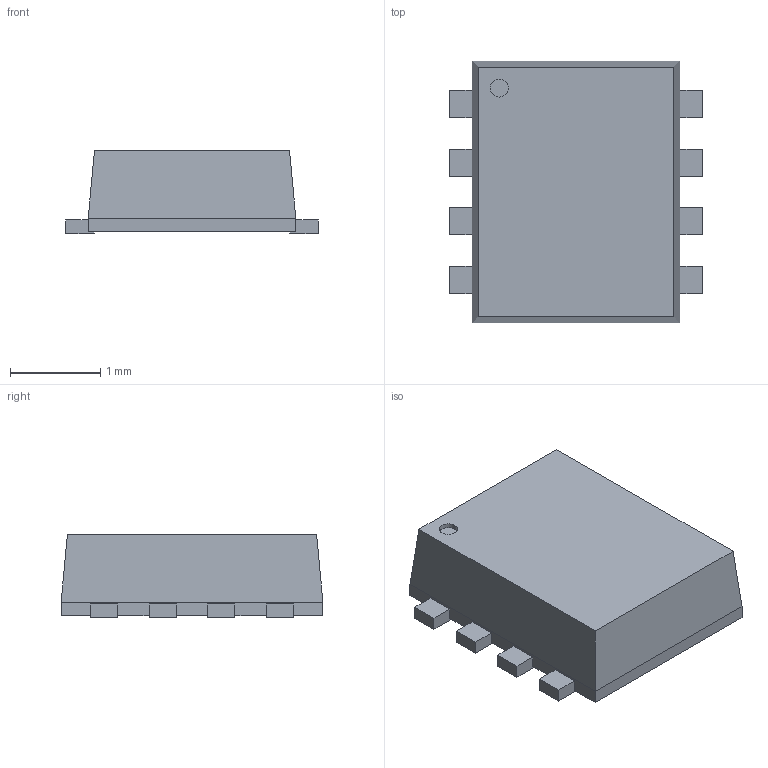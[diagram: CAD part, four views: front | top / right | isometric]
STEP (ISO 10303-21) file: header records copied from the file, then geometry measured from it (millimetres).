
FILE_DESCRIPTION(('FreeCAD Model'),'2;1');
FILE_NAME( 'OnSemi_ECH8.step', '2018-12-24T16:09:55',('kicad StepUp'),('ksu MCAD'), 'Open CASCADE STEP processor 6.9','FreeCAD','Unknown');
FILE_SCHEMA(('AUTOMOTIVE_DESIGN { 1 0 10303 214 1 1 1 1 }'));
Length unit declared in the file: millimetre
Products named in the file (1): OnSemi_ECH8
Bounding box: 2.8 x 2.9 x 0.92 mm (x, y, z)
Volume: 5.8 mm3; surface area: 23.8 mm2
Topology: 1 solids, 1 shells, 60 faces, 167 edges, 110 vertices
Faces by surface type: plane 59, cylinder 1
Full cylindrical faces by diameter (mm): 0.2 x1
Entity records: 1285 total; most frequent: ORIENTED_EDGE 251, CARTESIAN_POINT 182, EDGE_CURVE 167, LINE 157, VERTEX_POINT 110, AXIS2_PLACEMENT_3D 61, FACE_BOUND 61, EDGE_LOOP 61
